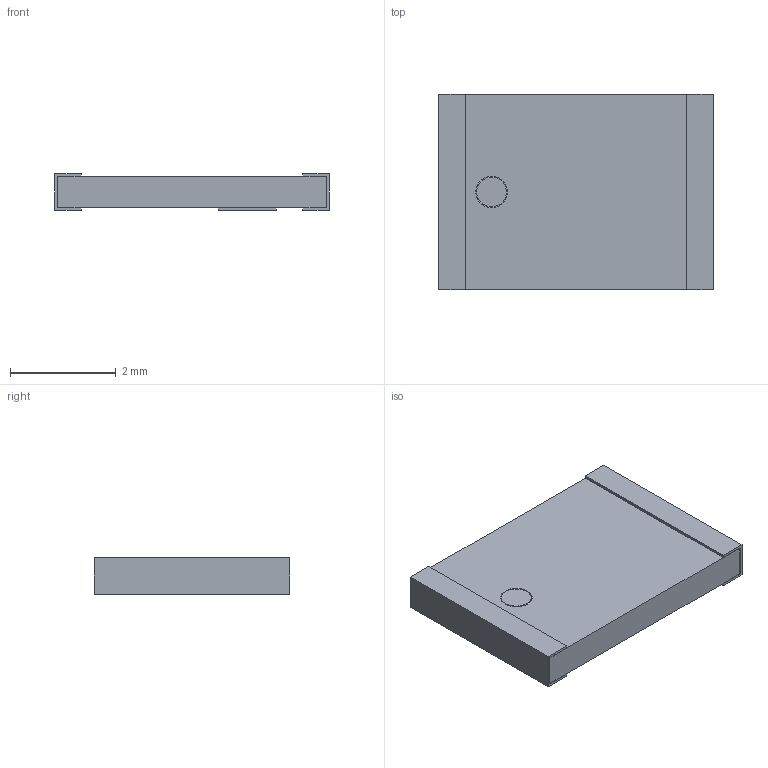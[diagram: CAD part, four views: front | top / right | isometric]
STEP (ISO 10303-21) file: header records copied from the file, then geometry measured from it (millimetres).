
FILE_DESCRIPTION(('STEP AP214'),'1');
FILE_NAME('AE_Wurth_WE-MCA_7488920157.step','2025-03-31T09:07:41',(' '),('ANSOFT Corporation'),'Spatial InterOp 3D',' ',' ');
FILE_SCHEMA(('AUTOMOTIVE_DESIGN { 1 0 10303 214 1 1 1 1 }'));
Length unit declared in the file: millimetre
Products named in the file (1): 7488920157
Bounding box: 5.2 x 3.7 x 0.7 mm (x, y, z)
Volume: 11.9 mm3; surface area: 51.5 mm2
Topology: 2 solids, 2 shells, 44 faces, 105 edges, 67 vertices
Faces by surface type: plane 42, cylinder 2
Full cylindrical faces by diameter (mm): 0.566 x1, 0.6 x1
Entity records: 1586 total; most frequent: CARTESIAN_POINT 214, ORIENTED_EDGE 204, DIRECTION 198, EDGE_CURVE 102, LINE 98, VECTOR 98, VERTEX_POINT 66, AXIS2_PLACEMENT_3D 50
